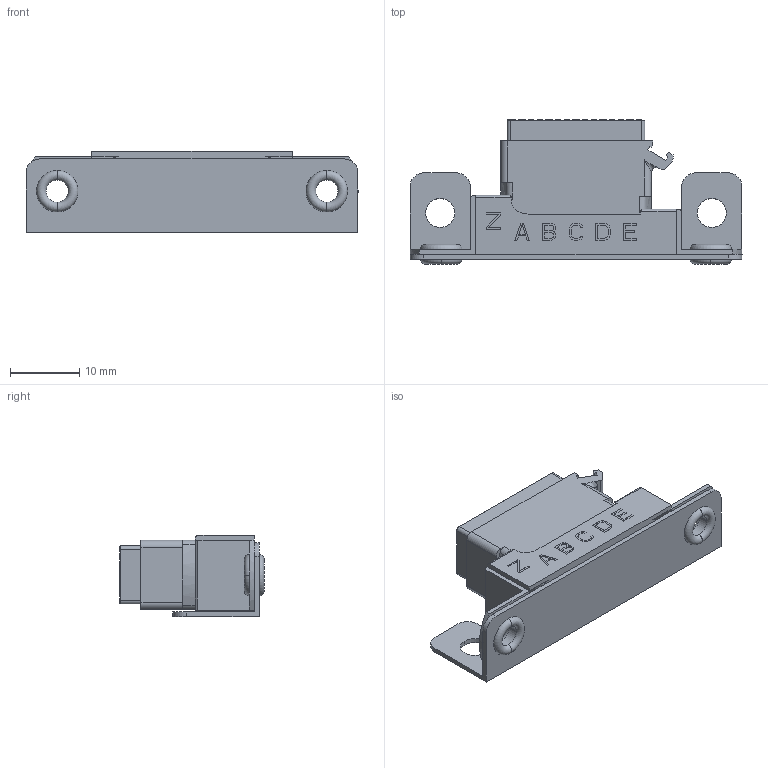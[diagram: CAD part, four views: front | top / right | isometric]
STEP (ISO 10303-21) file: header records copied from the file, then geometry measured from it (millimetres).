
FILE_DESCRIPTION((''),'2;1');
FILE_NAME('00111520102Z','2020-02-10T',('presta_be4'),(''),'CREO PARAMETRIC BY PTC INC, 2018360','CREO PARAMETRIC BY PTC INC, 2018360','');
FILE_SCHEMA(('CONFIG_CONTROL_DESIGN'));
Products named in the file (1): 00111520102Z
Bounding box: 48.02 x 20.86 x 11.76 mm (x, y, z)
Volume: 4136.7 mm3; surface area: 5974 mm2
Topology: 1 solids, 1 shells, 2830 faces, 7448 edges, 4674 vertices
Faces by surface type: plane 1171, cylinder 684, bspline 342, cone 334, torus 299
Entity records: 133335 total; most frequent: CARTESIAN_POINT 66775, ORIENTED_EDGE 14892, DIRECTION 12623, EDGE_CURVE 7446, VERTEX_POINT 4674, AXIS2_PLACEMENT_3D 4504, VECTOR 3615, LINE 3615
